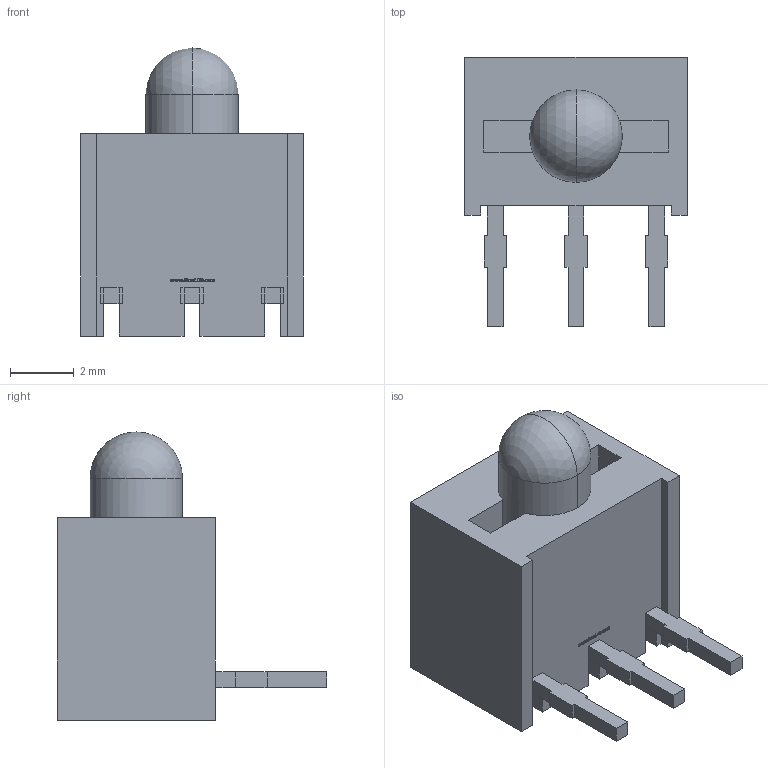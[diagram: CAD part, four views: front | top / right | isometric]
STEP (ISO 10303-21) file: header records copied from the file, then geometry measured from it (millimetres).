
FILE_DESCRIPTION (( 'STEP AP214' ), '1' );
FILE_NAME ('XNN1Lxx86.STEP', '2015-09-10T16:46:46', ( '' ), ( '' ), 'SwSTEP 2.0', 'SolidWorks 2012', '' );
FILE_SCHEMA (( 'AUTOMOTIVE_DESIGN' ));
Length unit declared in the file: millimetre
Products named in the file (1): XNN1Lxx86
Bounding box: 7 x 8.46 x 9.05 mm (x, y, z)
Volume: 211.8 mm3; surface area: 317.5 mm2
Topology: 1 solids, 1 shells, 266 faces, 738 edges, 489 vertices
Faces by surface type: plane 191, bspline 68, cylinder 5, sphere 2
Entity records: 13840 total; most frequent: CARTESIAN_POINT 4700, ORIENTED_EDGE 1468, DIRECTION 1012, EDGE_CURVE 734, LINE 582, VECTOR 582, VERTEX_POINT 487, EDGE_LOOP 283
